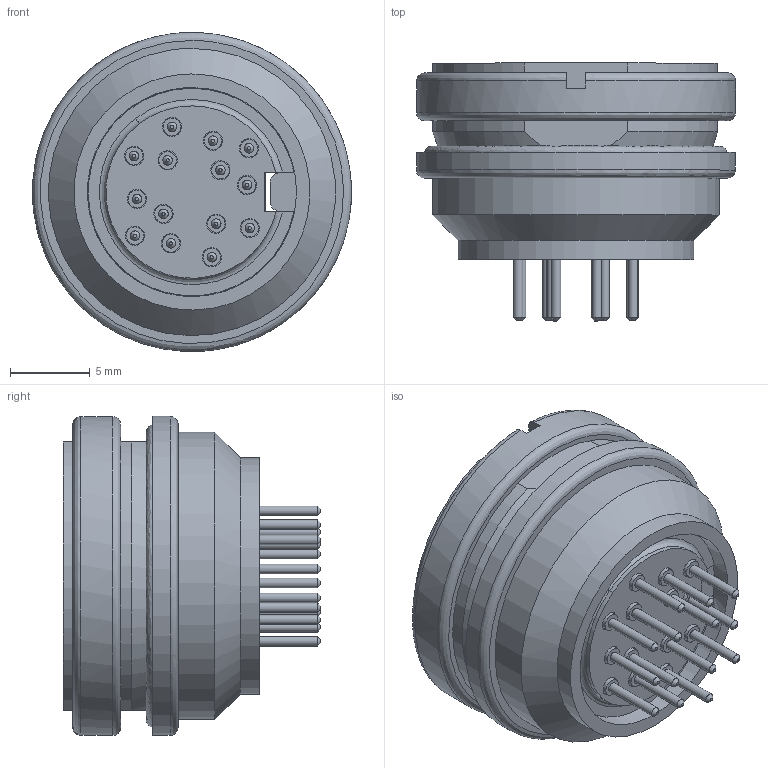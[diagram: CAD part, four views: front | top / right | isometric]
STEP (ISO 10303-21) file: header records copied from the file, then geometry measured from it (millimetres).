
FILE_DESCRIPTION((''),'2;1');
FILE_NAME('C091_61G014_110_2_Kunden_3D.stp', '2011-03-24T12:07:36',('User'),('SDRC'),'I-DEAS Master Series 9','UNIX', 'Yes');
FILE_SCHEMA(('CONFIG_CONTROL_DESIGN', 'GEOMETRIC_VALIDATION_PROPERTIES_MIM','SHAPE_APPEARANCE_LAYER_MIM'));
Length unit declared in the file: millimetre
Assembly tree (21 placements, depth 0):
Bounding box: 19.99 x 16.15 x 20 mm (x, y, z)
Volume: 2422.9 mm3; surface area: 4721.8 mm2
Topology: 20 solids, 22 shells, 604 faces, 1464 edges, 967 vertices
Faces by surface type: bspline 604
Entity records: 10759 total; most frequent: CARTESIAN_POINT 5129, ORIENTED_EDGE 1234, EDGE_CURVE 617, VERTEX_POINT 406, EDGE_LOOP 337, FACE_OUTER_BOUND 279, ADVANCED_FACE 279, QUASI_UNIFORM_CURVE 170
